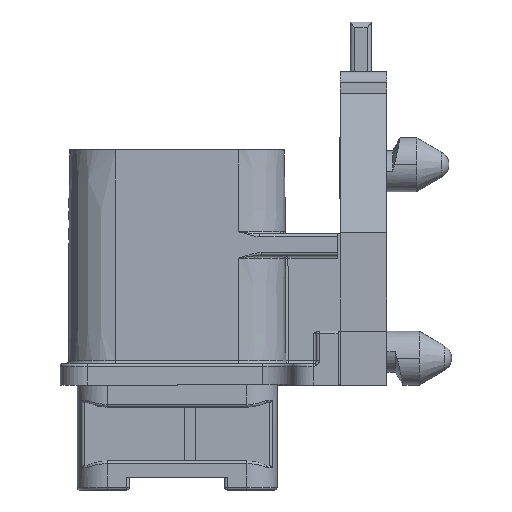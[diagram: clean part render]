
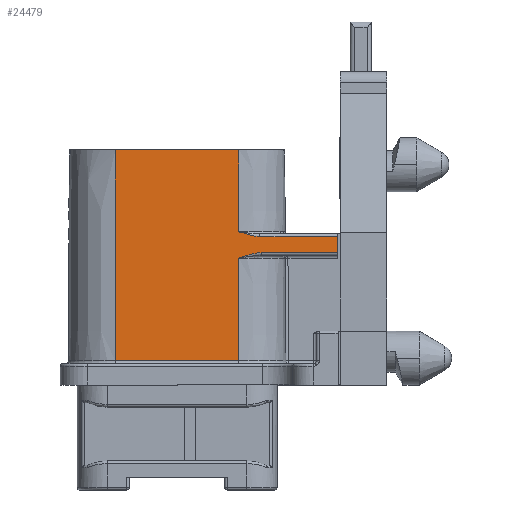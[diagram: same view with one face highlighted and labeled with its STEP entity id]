
A CAD part, front view. The second image highlights one B-rep face of the part: STEP entity #24479.
In plain terms, the highlighted planar face has unit normal (0, -1, 0.004).
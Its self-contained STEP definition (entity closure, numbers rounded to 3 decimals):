
#14=DIRECTION('',(1.,0.,0.));
#15=VECTOR('',#14,11.4);
#16=CARTESIAN_POINT('',(-5.7,-8.914,17.67));
#17=LINE('',#16,#15);
#1777=DIRECTION('',(0.,-0.004,-1.));
#1778=VECTOR('',#1777,19.521);
#1779=CARTESIAN_POINT('',(-5.7,-8.914,17.67));
#1780=LINE('',#1779,#1778);
#1791=DIRECTION('',(1.,0.,0.));
#1792=VECTOR('',#1791,7.193);
#1793=CARTESIAN_POINT('',(7.657,-8.949,9.651));
#1794=LINE('',#1793,#1792);
#1795=DIRECTION('',(0.,0.004,1.));
#1796=VECTOR('',#1795,1.501);
#1797=CARTESIAN_POINT('',(14.85,-8.955,8.15));
#1798=LINE('',#1797,#1796);
#1799=DIRECTION('',(1.,0.,0.));
#1800=VECTOR('',#1799,7.07);
#1801=CARTESIAN_POINT('',(7.78,-8.955,8.151));
#1802=LINE('',#1801,#1800);
#1803=CARTESIAN_POINT('',(7.78,-8.955,8.151));
#1804=CARTESIAN_POINT('',(7.729,-8.955,8.151));
#1805=CARTESIAN_POINT('',(7.621,-8.955,8.148));
#1806=CARTESIAN_POINT('',(7.438,-8.955,8.131));
#1807=CARTESIAN_POINT('',(7.232,-8.955,8.101));
#1808=CARTESIAN_POINT('',(6.999,-8.956,8.054));
#1809=CARTESIAN_POINT('',(6.738,-8.956,7.989));
#1810=CARTESIAN_POINT('',(6.545,-8.956,7.932));
#1811=CARTESIAN_POINT('',(6.443,-8.956,7.9));
#1813=DIRECTION('',(1.,0.,0.));
#1814=VECTOR('',#1813,11.4);
#1815=CARTESIAN_POINT('',(-5.7,-8.999,
-1.851));
#1816=LINE('',#1815,#1814);
#1817=DIRECTION('',(0.,-0.004,-1.));
#1818=VECTOR('',#1817,7.571);
#1819=CARTESIAN_POINT('',(5.7,-8.914,17.67));
#1820=LINE('',#1819,#1818);
#1821=CARTESIAN_POINT('',(5.7,-8.947,10.099));
#1822=CARTESIAN_POINT('',(5.817,-8.947,10.06));
#1823=CARTESIAN_POINT('',(6.041,-8.947,9.986));
#1824=CARTESIAN_POINT('',(6.351,-8.948,9.888));
#1825=CARTESIAN_POINT('',(6.634,-8.948,9.807));
#1826=CARTESIAN_POINT('',(6.888,-8.948,9.745));
#1827=CARTESIAN_POINT('',(7.116,-8.949,9.7));
#1828=CARTESIAN_POINT('',(7.32,-8.949,9.67));
#1829=CARTESIAN_POINT('',(7.5,-8.949,9.654));
#1830=CARTESIAN_POINT('',(7.607,-8.949,9.651));
#1831=CARTESIAN_POINT('',(7.657,-8.949,9.651));
#1962=DIRECTION('',(0.,0.004,1.));
#1963=VECTOR('',#1962,9.5);
#1964=CARTESIAN_POINT('',(5.7,-8.999,
-1.851));
#1965=LINE('',#1964,#1963);
#1971=CARTESIAN_POINT('',(5.7,-8.957,7.649));
#1978=CARTESIAN_POINT('',(6.443,-8.956,7.9));
#1979=CARTESIAN_POINT('',(6.412,-8.956,7.89));
#1980=CARTESIAN_POINT('',(6.35,-8.956,7.871));
#1981=CARTESIAN_POINT('',(6.257,-8.957,7.841));
#1982=CARTESIAN_POINT('',(6.164,-8.957,7.81));
#1983=CARTESIAN_POINT('',(6.072,-8.957,7.778));
#1984=CARTESIAN_POINT('',(5.98,-8.957,7.747));
#1985=CARTESIAN_POINT('',(5.888,-8.957,7.715));
#1986=CARTESIAN_POINT('',(5.795,-8.957,7.682));
#1987=CARTESIAN_POINT('',(5.732,-8.957,7.66));
#1988=CARTESIAN_POINT('',(5.7,-8.957,7.649));
#2009=CARTESIAN_POINT('',(14.85,-8.955,8.149));
#12390=CARTESIAN_POINT('',(5.7,-8.947,10.099));
#21670=CARTESIAN_POINT('',(7.78,-8.955,
8.151));
#21672=VERTEX_POINT('',#21670);
#21673=VERTEX_POINT('',#1971);
#21851=CARTESIAN_POINT('',(-5.7,-8.914,17.67));
#21852=CARTESIAN_POINT('',(5.7,-8.914,17.67));
#21853=VERTEX_POINT('',#21851);
#21854=VERTEX_POINT('',#21852);
#21964=CARTESIAN_POINT('',(5.7,-8.999,-1.851));
#21966=VERTEX_POINT('',#21964);
#21970=CARTESIAN_POINT('',(-5.7,-8.999,
-1.851));
#21971=VERTEX_POINT('',#21970);
#22013=VERTEX_POINT('',#1811);
#22014=VERTEX_POINT('',#12390);
#22016=VERTEX_POINT('',#1831);
#22113=VERTEX_POINT('',#2009);
#22114=CARTESIAN_POINT('',(14.85,-8.949,9.651));
#22115=VERTEX_POINT('',#22114);
#24453=CARTESIAN_POINT('',(-5.7,-9.,-2.1));
#24454=DIRECTION('',(0.,-1.,0.004));
#24455=DIRECTION('',(1.,0.,0.));
#24456=AXIS2_PLACEMENT_3D('',#24453,#24454,#24455);
#24457=PLANE('',#24456);
#24459=ORIENTED_EDGE('',*,*,#24458,.T.);
#24461=ORIENTED_EDGE('',*,*,#24460,.F.);
#24463=ORIENTED_EDGE('',*,*,#24462,.F.);
#24465=ORIENTED_EDGE('',*,*,#24464,.T.);
#24467=ORIENTED_EDGE('',*,*,#24466,.T.);
#24469=ORIENTED_EDGE('',*,*,#24468,.F.);
#24470=ORIENTED_EDGE('',*,*,#24446,.F.);
#24471=ORIENTED_EDGE('',*,*,#24421,.F.);
#24472=ORIENTED_EDGE('',*,*,#22654,.T.);
#24474=ORIENTED_EDGE('',*,*,#24473,.T.);
#24476=ORIENTED_EDGE('',*,*,#24475,.T.);
#24477=EDGE_LOOP('',(#24459,#24461,#24463,#24465,#24467,#24469,#24470,#24471,
#24472,#24474,#24476));
#24478=FACE_OUTER_BOUND('',#24477,.F.);
#24479=ADVANCED_FACE('',(#24478),#24457,.T.);
#1812=B_SPLINE_CURVE_WITH_KNOTS('',3,(#1803,#1804,#1805,#1806,#1807,#1808,#1809,
#1810,#1811),.UNSPECIFIED.,.F.,.F.,(4,1,1,1,1,1,4),(0.,0.167,
0.333,0.5,0.667,0.833,1.),
.UNSPECIFIED.);
#1832=B_SPLINE_CURVE_WITH_KNOTS('',3,(#1821,#1822,#1823,#1824,#1825,#1826,#1827,
#1828,#1829,#1830,#1831),.UNSPECIFIED.,.F.,.F.,(4,1,1,1,1,1,1,1,4),(0.,
0.125,0.25,0.375,0.5,0.625,0.75,0.875,1.),.UNSPECIFIED.);
#1989=B_SPLINE_CURVE_WITH_KNOTS('',3,(#1978,#1979,#1980,#1981,#1982,#1983,#1984,
#1985,#1986,#1987,#1988),.UNSPECIFIED.,.F.,.F.,(4,1,1,1,1,1,1,1,4),(0.,
0.125,0.25,0.375,0.5,0.625,0.75,0.875,1.),.UNSPECIFIED.);
#22654=EDGE_CURVE('',#21853,#21854,#17,.T.);
#24421=EDGE_CURVE('',#21853,#21971,#1780,.T.);
#24446=EDGE_CURVE('',#21971,#21966,#1816,.T.);
#24458=EDGE_CURVE('',#22016,#22115,#1794,.T.);
#24460=EDGE_CURVE('',#22113,#22115,#1798,.T.);
#24462=EDGE_CURVE('',#21672,#22113,#1802,.T.);
#24464=EDGE_CURVE('',#21672,#22013,#1812,.T.);
#24466=EDGE_CURVE('',#22013,#21673,#1989,.T.);
#24468=EDGE_CURVE('',#21966,#21673,#1965,.T.);
#24473=EDGE_CURVE('',#21854,#22014,#1820,.T.);
#24475=EDGE_CURVE('',#22014,#22016,#1832,.T.);
